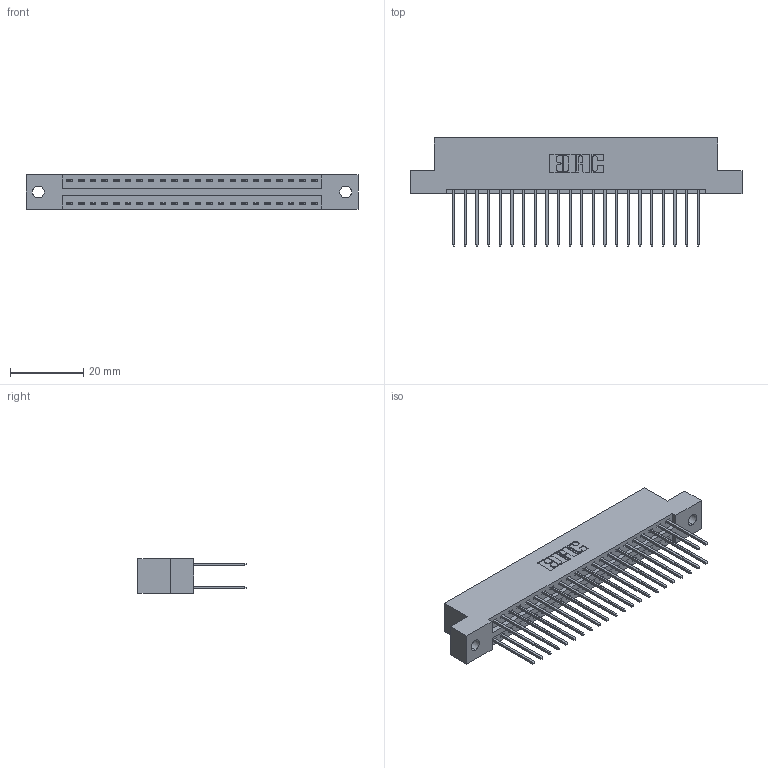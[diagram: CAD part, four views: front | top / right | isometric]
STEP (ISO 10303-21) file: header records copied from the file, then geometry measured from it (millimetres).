
FILE_DESCRIPTION (( 'STEP AP203' ), '1' );
FILE_NAME ('346-044-540-202.STEP', '2022-05-20T07:06:30', ( '' ), ( '' ), 'SwSTEP 2.0', 'SolidWorks 2020', '' );
FILE_SCHEMA (( 'CONFIG_CONTROL_DESIGN' ));
Length unit declared in the file: inch
Products named in the file (3): 346-044-540-202; 346 Part_Flush Mounting Lugs - 0.128 Dia; 345-292-001_345-293-140
Assembly tree (45 placements, depth 2):
  346-044-540-202
    346 Part_Flush Mounting Lugs - 0.128 Dia
    345-292-001_345-293-140  x44
Bounding box: 90.42 x 29.46 x 9.4 mm (x, y, z)
Volume: 8792.3 mm3; surface area: 12290.9 mm2
Topology: 45 solids, 45 shells, 2410 faces, 7149 edges, 4706 vertices
Faces by surface type: plane 1616, cylinder 794
Entity records: 17071 total; most frequent: CARTESIAN_POINT 2840, ORIENTED_EDGE 2774, DIRECTION 2555, EDGE_CURVE 1387, LINE 1167, VECTOR 1167, VERTEX_POINT 922, AXIS2_PLACEMENT_3D 694
